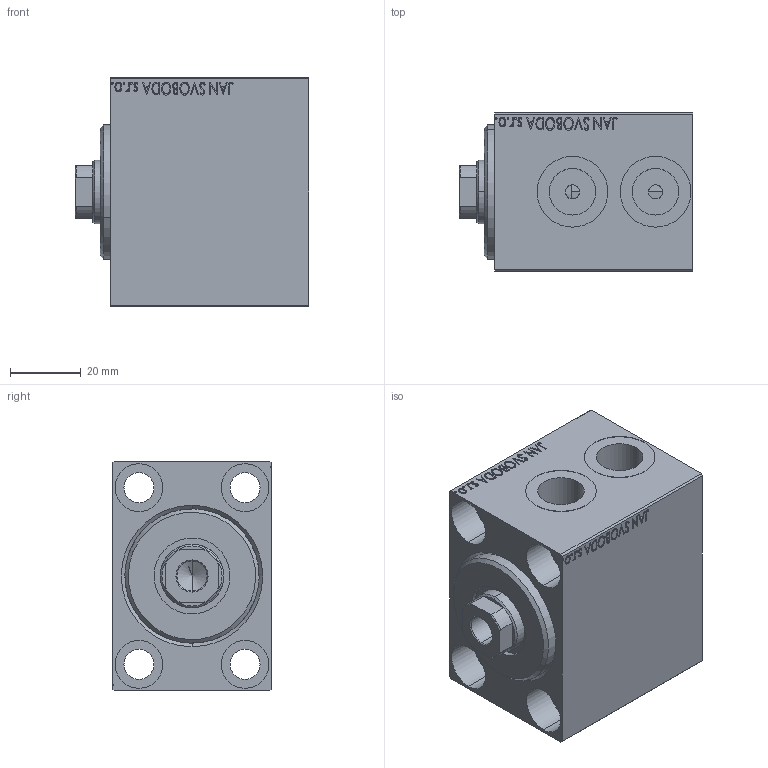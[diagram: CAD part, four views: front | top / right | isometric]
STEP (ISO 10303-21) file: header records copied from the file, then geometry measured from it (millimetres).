
FILE_DESCRIPTION (( 'STEP AP203' ), '1' );
FILE_NAME ('f6fc.STEP', '2021-11-01T22:51:45', ( '' ), ( '' ), 'SwSTEP 2.0', 'SolidWorks 2019', '' );
FILE_SCHEMA (( 'CONFIG_CONTROL_DESIGN' ));
Length unit declared in the file: millimetre
Products named in the file (4): f6fc; V450CM_VC_B 9a2e6b98710068195f8deaec6ee98b29; V450CM_C 9a2e6b98710068195f8deaec6ee98b29; V450CM_C_VCP 9a2e6b98710068195f8deaec6ee98b29
Assembly tree (3 placements, depth 2):
  f6fc
    V450CM_C 9a2e6b98710068195f8deaec6ee98b29
    V450CM_C_VCP 9a2e6b98710068195f8deaec6ee98b29
    V450CM_VC_B 9a2e6b98710068195f8deaec6ee98b29
Bounding box: 66 x 45 x 65 mm (x, y, z)
Volume: 138649 mm3; surface area: 42247 mm2
Topology: 3 solids, 3 shells, 879 faces, 2254 edges, 1493 vertices
Faces by surface type: plane 413, bspline 380, cylinder 72, cone 14
Entity records: 44636 total; most frequent: CARTESIAN_POINT 25338, ORIENTED_EDGE 4504, DIRECTION 2634, EDGE_CURVE 2252, VERTEX_POINT 1493, VECTOR 1320, LINE 1320, EDGE_LOOP 1011
